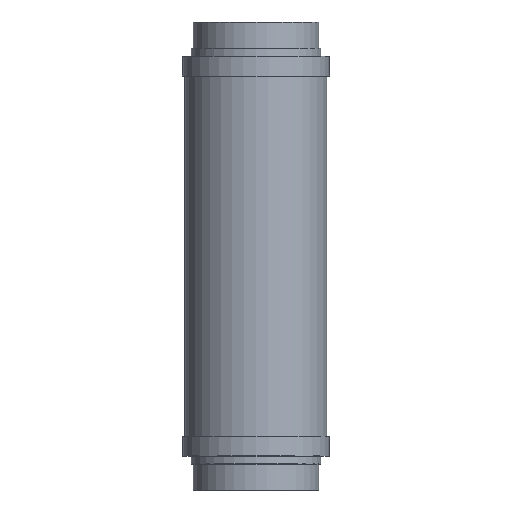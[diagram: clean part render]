
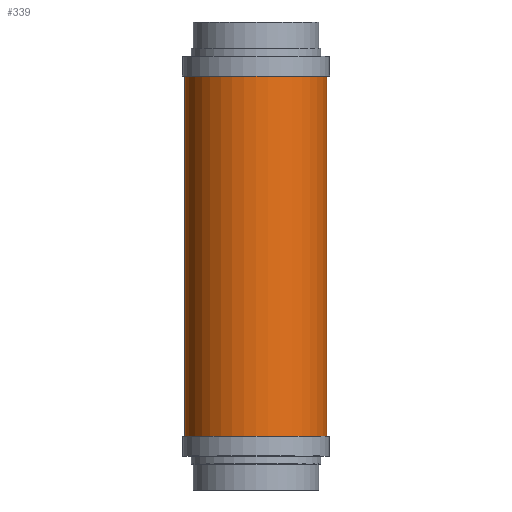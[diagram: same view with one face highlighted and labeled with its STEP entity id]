
A CAD part, front view. The second image highlights one B-rep face of the part: STEP entity #339.
In plain terms, the highlighted cylindrical face has radius 177.5 mm (diameter 355 mm), a partial arc.
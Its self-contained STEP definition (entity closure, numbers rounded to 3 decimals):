
#329 = VERTEX_POINT ( 'NONE', #1086 ) ;
#330 = VERTEX_POINT ( 'NONE', #1085 ) ;
#332 = EDGE_CURVE ( 'NONE', #330, #333, #1084, .T. ) ;
#333 = VERTEX_POINT ( 'NONE', #1080 ) ;
#336 = VERTEX_POINT ( 'NONE', #1074 ) ;
#338 = EDGE_CURVE ( 'NONE', #329, #336, #1073, .T. ) ;
#339 = ADVANCED_FACE ( 'NONE', ( #1069 ), #1068, .T. ) ;
#392 = EDGE_LOOP ( 'NONE', ( #393, #394, #396, #397 ) ) ;
#393 = ORIENTED_EDGE ( 'NONE', *, *, #332, .F. ) ;
#394 = ORIENTED_EDGE ( 'NONE', *, *, #395, .T. ) ;
#395 = EDGE_CURVE ( 'NONE', #330, #329, #1222, .T. ) ;
#396 = ORIENTED_EDGE ( 'NONE', *, *, #338, .T. ) ;
#397 = ORIENTED_EDGE ( 'NONE', *, *, #398, .F. ) ;
#398 = EDGE_CURVE ( 'NONE', #333, #336, #1217, .T. ) ;
#1066 = CARTESIAN_POINT ( 'NONE',  ( 0., 0., 0. ) ) ;
#1067 = AXIS2_PLACEMENT_3D ( 'NONE', #1066, #1127, #1126 ) ;
#1068 = CYLINDRICAL_SURFACE ( 'NONE', #1067, 177.5 ) ;
#1069 = FACE_OUTER_BOUND ( 'NONE', #392, .T. ) ;
#1070 = DIRECTION ( 'NONE',  ( 0., 0., -1. ) ) ;
#1071 = VECTOR ( 'NONE', #1070, 1000. ) ;
#1072 = CARTESIAN_POINT ( 'NONE',  ( -177.5, 0., 0. ) ) ;
#1073 = LINE ( 'NONE', #1072, #1071 ) ;
#1074 = CARTESIAN_POINT ( 'NONE',  ( -177.5, 0., -499. ) ) ;
#1080 = CARTESIAN_POINT ( 'NONE',  ( 177.5, 0., -499. ) ) ;
#1081 = DIRECTION ( 'NONE',  ( 0., 0., -1. ) ) ;
#1082 = VECTOR ( 'NONE', #1081, 1000. ) ;
#1083 = CARTESIAN_POINT ( 'NONE',  ( 177.5, 0., 0. ) ) ;
#1084 = LINE ( 'NONE', #1083, #1082 ) ;
#1085 = CARTESIAN_POINT ( 'NONE',  ( 177.5, 0., 499. ) ) ;
#1086 = CARTESIAN_POINT ( 'NONE',  ( -177.5, 0., 499. ) ) ;
#1126 = DIRECTION ( 'NONE',  ( -1., 0., 0. ) ) ;
#1127 = DIRECTION ( 'NONE',  ( 0., 0., -1. ) ) ;
#1213 = DIRECTION ( 'NONE',  ( -1., 0., 0. ) ) ;
#1214 = DIRECTION ( 'NONE',  ( 0., 0., -1. ) ) ;
#1215 = CARTESIAN_POINT ( 'NONE',  ( 0., 0., -499. ) ) ;
#1216 = AXIS2_PLACEMENT_3D ( 'NONE', #1215, #1214, #1213 ) ;
#1217 = CIRCLE ( 'NONE', #1216, 177.5 ) ;
#1218 = DIRECTION ( 'NONE',  ( -1., 0., 0. ) ) ;
#1219 = DIRECTION ( 'NONE',  ( 0., 0., -1. ) ) ;
#1220 = CARTESIAN_POINT ( 'NONE',  ( 0., 0., 499. ) ) ;
#1221 = AXIS2_PLACEMENT_3D ( 'NONE', #1220, #1219, #1218 ) ;
#1222 = CIRCLE ( 'NONE', #1221, 177.5 ) ;
